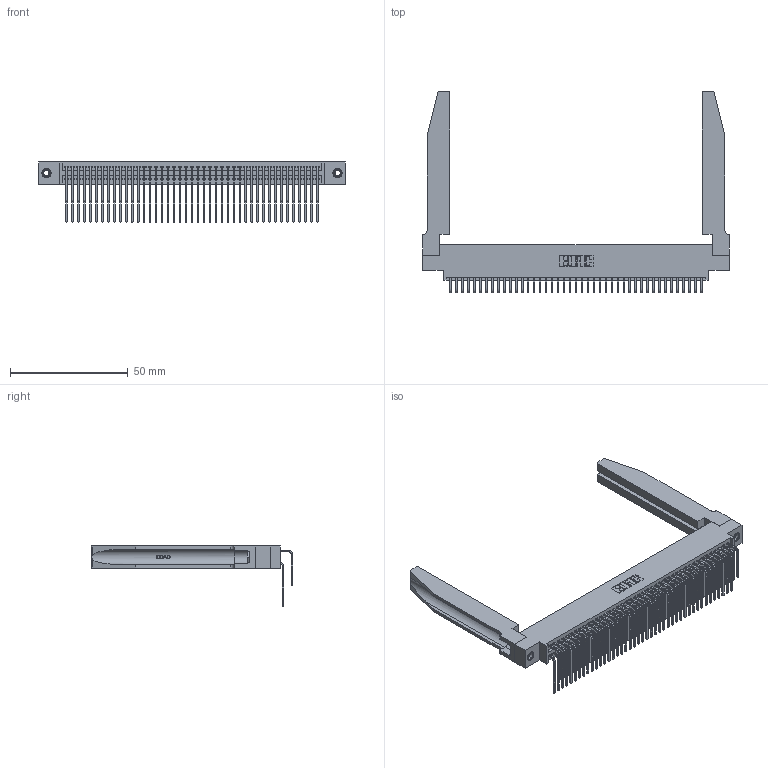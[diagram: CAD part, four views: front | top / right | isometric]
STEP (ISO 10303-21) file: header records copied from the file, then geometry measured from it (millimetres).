
FILE_DESCRIPTION (( 'STEP AP203' ), '1' );
FILE_NAME ('345-086-559-878.STEP', '2019-11-01T09:33:20', ( '' ), ( '' ), 'SwSTEP 2.0', 'SolidWorks 2016', '' );
FILE_SCHEMA (( 'CONFIG_CONTROL_DESIGN' ));
Length unit declared in the file: inch
Products named in the file (6): 345-250-001_345-250-001-102; 345-292-001_559 Tail - 2; 345-086-559-878; 345 Part_0.170 Offset - 0.156 Dia-TH; 345-292-001_558 559 Tail - 1; 345-220-078_345-220-078
Assembly tree (91 placements, depth 2):
  345-086-559-878
    345 Part_0.170 Offset - 0.156 Dia-TH
    345-292-001_558 559 Tail - 1  x43
    345-292-001_559 Tail - 2  x43
    345-250-001_345-250-001-102  x2
    345-220-078_345-220-078  x2
Bounding box: 130.45 x 85.84 x 25.53 mm (x, y, z)
Volume: 20834.9 mm3; surface area: 28645.7 mm2
Topology: 91 solids, 91 shells, 4836 faces, 14291 edges, 9402 vertices
Faces by surface type: plane 3236, cylinder 1548, bspline 36, cone 12, torus 4
Entity records: 40128 total; most frequent: CARTESIAN_POINT 7690, ORIENTED_EDGE 6470, DIRECTION 5745, EDGE_CURVE 3235, LINE 2797, VECTOR 2797, VERTEX_POINT 2148, AXIS2_PLACEMENT_3D 1474
